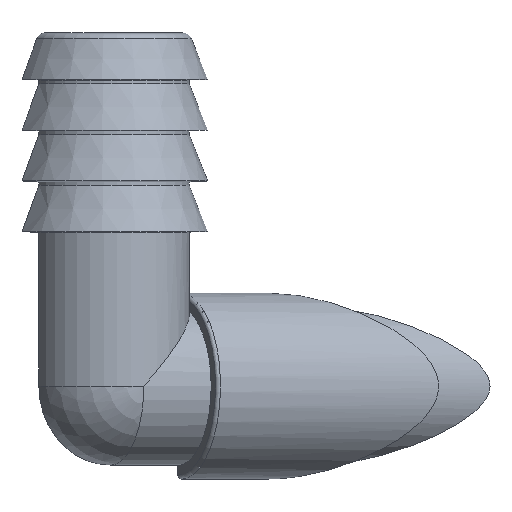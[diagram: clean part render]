
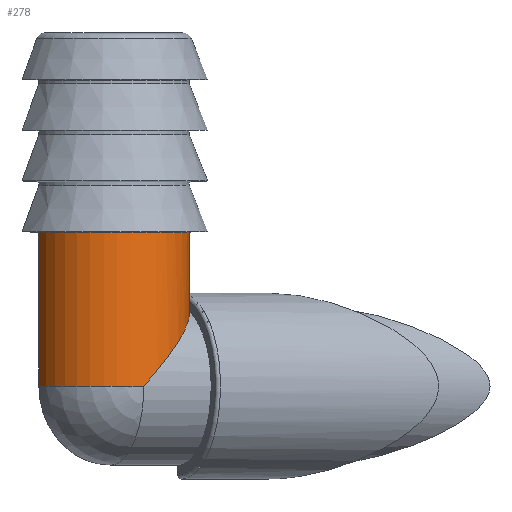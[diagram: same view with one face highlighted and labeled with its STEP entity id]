
A CAD part, left-side view. The second image highlights one B-rep face of the part: STEP entity #278.
In plain terms, the highlighted cylindrical face has radius 4.25 mm (diameter 8.5 mm), a partial arc.
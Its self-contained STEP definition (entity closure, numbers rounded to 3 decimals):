
#278=ADVANCED_FACE('',(#480),#482,.T.);
#480=FACE_BOUND('',#481,.T.);
#481=EDGE_LOOP('',(#602,#603,#604,#605,#606,#607,#608,#609));
#482=CYLINDRICAL_SURFACE('',#483,4.25);
#483=AXIS2_PLACEMENT_3D('',#484,#485,#486);
#484=CARTESIAN_POINT('',(-27.684,16.403,-4.5));
#485=DIRECTION('',(0.,0.,1.));
#486=DIRECTION('',(-1.,0.,0.));
#602=ORIENTED_EDGE('',*,*,#733,.T.);
#603=ORIENTED_EDGE('',*,*,#723,.F.);
#604=ORIENTED_EDGE('',*,*,#734,.T.);
#605=ORIENTED_EDGE('',*,*,#720,.T.);
#606=ORIENTED_EDGE('',*,*,#718,.T.);
#607=ORIENTED_EDGE('',*,*,#715,.T.);
#608=ORIENTED_EDGE('',*,*,#712,.T.);
#609=ORIENTED_EDGE('',*,*,#708,.T.);
#708=EDGE_CURVE('',#827,#825,#828,.T.);
#712=EDGE_CURVE('',#834,#827,#835,.T.);
#715=EDGE_CURVE('',#839,#834,#840,.T.);
#718=EDGE_CURVE('',#844,#839,#845,.T.);
#720=EDGE_CURVE('',#847,#844,#848,.F.);
#723=EDGE_CURVE('',#850,#852,#853,.F.);
#733=EDGE_CURVE('',#825,#852,#863,.T.);
#734=EDGE_CURVE('',#850,#847,#864,.F.);
#825=VERTEX_POINT('',#1579);
#827=VERTEX_POINT('',#1583);
#828=B_SPLINE_CURVE_WITH_KNOTS('',3,
(#1584,#1585,#1586,#1587,#1588,#1589,#1590,#1591,#1592),
.UNSPECIFIED.,.F.,.F.,
(4,1,1,1,1,1,4),
(0.,0.151,0.296,0.435,0.602,0.79,
1.),
.UNSPECIFIED.);
#834=VERTEX_POINT('',#1606);
#835=B_SPLINE_CURVE_WITH_KNOTS('',3,
(#1607,#1608,#1609,#1610,#1611,#1612,#1613,#1614,#1615,#1616,#1617,#1618,#1619,#1620,
#1621,#1622,#1623,#1624,#1625,#1626),
.UNSPECIFIED.,.F.,.F.,
(4,1,1,1,1,1,1,1,1,1,1,1,1,1,1,1,1,4),
(0.,0.011,0.023,0.035,0.054,0.082,
0.125,0.171,0.219,0.27,0.328,
0.406,0.495,0.596,0.699,0.801,
0.902,1.),
.UNSPECIFIED.);
#839=VERTEX_POINT('',#1635);
#840=LINE('',#1636,#1637);
#844=VERTEX_POINT('',#1647);
#845=(BOUNDED_CURVE()B_SPLINE_CURVE(3,
(#1648,#1649,#1650,#1651),
.UNSPECIFIED.,.F.,.F.)B_SPLINE_CURVE_WITH_KNOTS((4,4),
(0.,1.),
.UNSPECIFIED.)CURVE()GEOMETRIC_REPRESENTATION_ITEM()RATIONAL_B_SPLINE_CURVE((1.,
0.879,0.879,1.))REPRESENTATION_ITEM(''));
#847=VERTEX_POINT('',#1656);
#848=CIRCLE('',#1657,4.25);
#850=VERTEX_POINT('',#1665);
#852=VERTEX_POINT('',#1669);
#853=CIRCLE('',#1670,4.25);
#863=LINE('',#1701,#1702);
#864=LINE('',#1704,#1705);
#1579=CARTESIAN_POINT('',(-25.887,12.551,0.5));
#1583=CARTESIAN_POINT('',(-26.498,12.322,0.458));
#1584=CARTESIAN_POINT('',(-26.498,12.322,0.458));
#1585=CARTESIAN_POINT('',(-26.466,12.331,0.462));
#1586=CARTESIAN_POINT('',(-26.404,12.349,0.47));
#1587=CARTESIAN_POINT('',(-26.315,12.379,0.479));
#1588=CARTESIAN_POINT('',(-26.222,12.411,0.487));
#1589=CARTESIAN_POINT('',(-26.122,12.45,0.494));
#1590=CARTESIAN_POINT('',(-26.008,12.496,0.499));
#1591=CARTESIAN_POINT('',(-25.929,12.532,0.5));
#1592=CARTESIAN_POINT('',(-25.887,12.551,0.5));
#1606=CARTESIAN_POINT('',(-27.295,12.171,0.08));
#1607=CARTESIAN_POINT('',(-27.295,12.171,0.08));
#1608=CARTESIAN_POINT('',(-27.295,12.171,0.084));
#1609=CARTESIAN_POINT('',(-27.294,12.171,0.091));
#1610=CARTESIAN_POINT('',(-27.292,12.171,0.101));
#1611=CARTESIAN_POINT('',(-27.288,12.171,0.114));
#1612=CARTESIAN_POINT('',(-27.28,12.172,0.131));
#1613=CARTESIAN_POINT('',(-27.265,12.173,0.155));
#1614=CARTESIAN_POINT('',(-27.242,12.176,0.183));
#1615=CARTESIAN_POINT('',(-27.21,12.179,0.212));
#1616=CARTESIAN_POINT('',(-27.174,12.183,0.239));
#1617=CARTESIAN_POINT('',(-27.133,12.188,0.266));
#1618=CARTESIAN_POINT('',(-27.083,12.195,0.294));
#1619=CARTESIAN_POINT('',(-27.02,12.205,0.324));
#1620=CARTESIAN_POINT('',(-26.943,12.217,0.355));
#1621=CARTESIAN_POINT('',(-26.857,12.233,0.383));
#1622=CARTESIAN_POINT('',(-26.767,12.252,0.408));
#1623=CARTESIAN_POINT('',(-26.676,12.274,0.428));
#1624=CARTESIAN_POINT('',(-26.586,12.297,0.445));
#1625=CARTESIAN_POINT('',(-26.527,12.313,0.454));
#1626=CARTESIAN_POINT('',(-26.498,12.322,0.458));
#1635=CARTESIAN_POINT('',(-27.295,12.171,-0.5));
#1636=CARTESIAN_POINT('',(-27.295,12.171,-0.5));
#1637=VECTOR('',#1638,1.);
#1638=DIRECTION('',(0.,0.,1.));
#1647=CARTESIAN_POINT('',(-31.535,14.607,-4.5));
#1648=CARTESIAN_POINT('',(-31.535,14.607,-4.5));
#1649=CARTESIAN_POINT('',(-30.751,12.925,-2.645));
#1650=CARTESIAN_POINT('',(-29.142,12.001,-1.127));
#1651=CARTESIAN_POINT('',(-27.295,12.171,-0.5));
#1656=CARTESIAN_POINT('',(-29.48,20.255,-4.5));
#1657=AXIS2_PLACEMENT_3D('',#1658,#1659,#1660);
#1658=CARTESIAN_POINT('',(-27.684,16.403,-4.5));
#1659=DIRECTION('',(0.,0.,-1.));
#1660=DIRECTION('',(-0.906,-0.423,0.));
#1665=CARTESIAN_POINT('',(-29.48,20.255,3.774));
#1669=CARTESIAN_POINT('',(-25.887,12.551,3.774));
#1670=AXIS2_PLACEMENT_3D('',#1671,#1672,#1673);
#1671=CARTESIAN_POINT('',(-27.684,16.403,3.774));
#1672=DIRECTION('',(0.,0.,-1.));
#1673=DIRECTION('',(0.423,-0.906,0.));
#1701=CARTESIAN_POINT('',(-25.887,12.551,0.5));
#1702=VECTOR('',#1703,1.);
#1703=DIRECTION('',(0.,0.,1.));
#1704=CARTESIAN_POINT('',(-29.48,20.255,-4.5));
#1705=VECTOR('',#1706,1.);
#1706=DIRECTION('',(0.,0.,1.));
